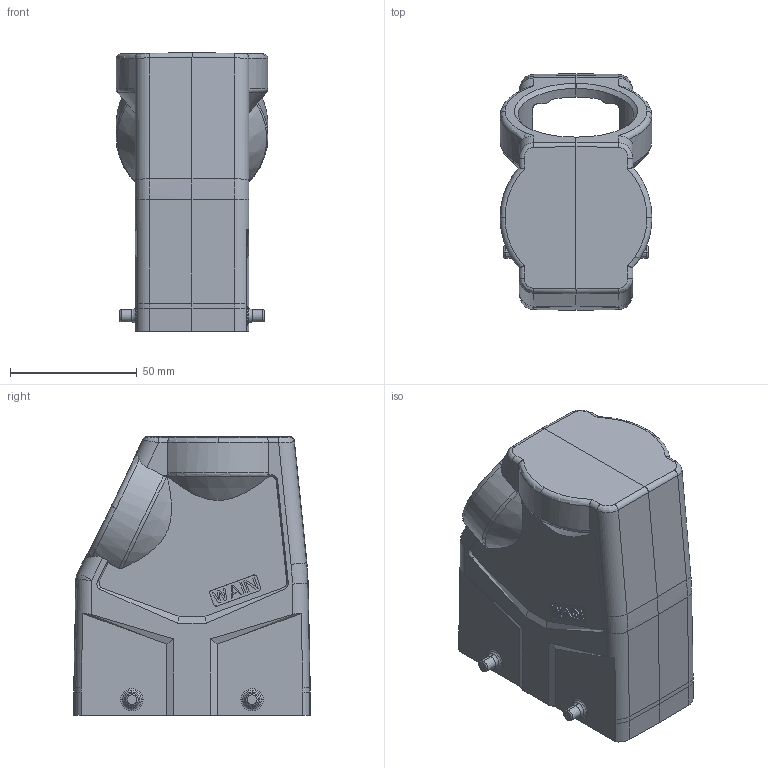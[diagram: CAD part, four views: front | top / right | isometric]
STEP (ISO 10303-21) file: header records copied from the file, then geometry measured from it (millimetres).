
FILE_DESCRIPTION((''),'2;1');
FILE_NAME('3D_1111165305006_W16B-SEH-4B-M5','2020-11-11T',('sy.ji'),(''),'PRO/ENGINEER BY PARAMETRIC TECHNOLOGY CORPORATION, 2012480','PRO/ENGINEER BY PARAMETRIC TECHNOLOGY CORPORATION, 2012480','');
FILE_SCHEMA(('CONFIG_CONTROL_DESIGN'));
Length unit declared in the file: millimetre
Products named in the file (1): 3D_1111165305006_W16B-SEH-4B-M5
Bounding box: 60 x 93.5 x 110.2 mm (x, y, z)
Volume: 137750.9 mm3; surface area: 56364.5 mm2
Topology: 1 solids, 1 shells, 412 faces, 1068 edges, 670 vertices
Faces by surface type: plane 196, cylinder 82, cone 48, torus 46, bspline 28, sphere 12
Entity records: 17408 total; most frequent: CARTESIAN_POINT 4304, ORIENTED_EDGE 2112, DIRECTION 1900, PRESENTATION_STYLE_ASSIGNMENT 1057, STYLED_ITEM 1057, CURVE_STYLE 1056, EDGE_CURVE 1056, VERTEX_POINT 670
